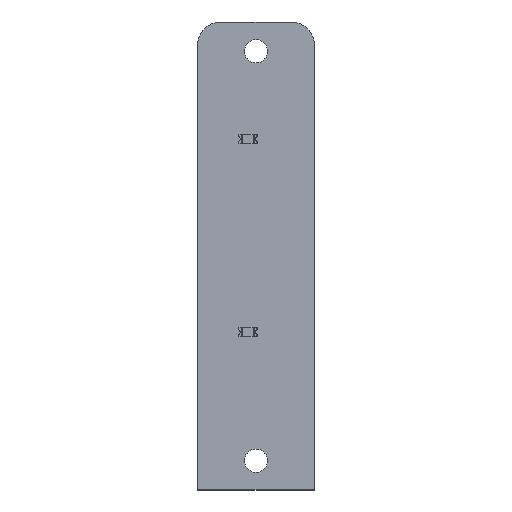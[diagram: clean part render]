
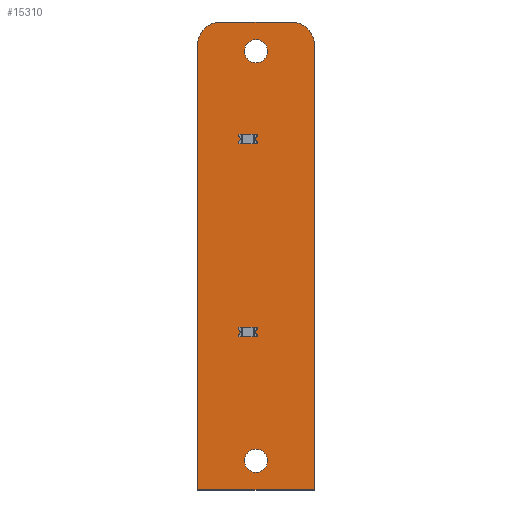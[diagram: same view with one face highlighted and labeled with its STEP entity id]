
A CAD part, top view. The second image highlights one B-rep face of the part: STEP entity #15310.
In plain terms, the highlighted planar face has unit normal (0, 0, 1).
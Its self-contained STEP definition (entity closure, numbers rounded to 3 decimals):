
#14902 = VERTEX_POINT('',#14903);
#14903 = CARTESIAN_POINT('',(149.,-89.,0.8));
#14910 = CYLINDRICAL_SURFACE('',#14911,2.);
#14911 = AXIS2_PLACEMENT_3D('',#14912,#14913,#14914);
#14912 = CARTESIAN_POINT('',(147.,-89.,0.));
#14913 = DIRECTION('',(0.,0.,-1.));
#14914 = DIRECTION('',(1.,0.,0.));
#14922 = PLANE('',#14923);
#14923 = AXIS2_PLACEMENT_3D('',#14924,#14925,#14926);
#14924 = CARTESIAN_POINT('',(149.,-127.,0.));
#14925 = DIRECTION('',(-1.,0.,0.));
#14926 = DIRECTION('',(0.,1.,0.));
#14934 = EDGE_CURVE('',#14902,#14935,#14937,.T.);
#14935 = VERTEX_POINT('',#14936);
#14936 = CARTESIAN_POINT('',(147.,-87.,0.8));
#14937 = SURFACE_CURVE('',#14938,(#14943,#14950),.PCURVE_S1.);
#14938 = CIRCLE('',#14939,2.);
#14939 = AXIS2_PLACEMENT_3D('',#14940,#14941,#14942);
#14940 = CARTESIAN_POINT('',(147.,-89.,0.8));
#14941 = DIRECTION('',(0.,0.,1.));
#14942 = DIRECTION('',(1.,0.,0.));
#14943 = PCURVE('',#14910,#14944);
#14944 = DEFINITIONAL_REPRESENTATION('',(#14945),#14949);
#14945 = LINE('',#14946,#14947);
#14946 = CARTESIAN_POINT('',(0.,-0.8));
#14947 = VECTOR('',#14948,1.);
#14948 = DIRECTION('',(-1.,0.));
#14949 = ( GEOMETRIC_REPRESENTATION_CONTEXT(2) 
PARAMETRIC_REPRESENTATION_CONTEXT() REPRESENTATION_CONTEXT('2D SPACE',''
  ) );
#14950 = PCURVE('',#14951,#14956);
#14951 = PLANE('',#14952);
#14952 = AXIS2_PLACEMENT_3D('',#14953,#14954,#14955);
#14953 = CARTESIAN_POINT('',(144.,-107.371,0.8));
#14954 = DIRECTION('',(0.,0.,1.));
#14955 = DIRECTION('',(1.,0.,0.));
#14956 = DEFINITIONAL_REPRESENTATION('',(#14957),#14961);
#14957 = CIRCLE('',#14958,2.);
#14958 = AXIS2_PLACEMENT_2D('',#14959,#14960);
#14959 = CARTESIAN_POINT('',(3.,18.371));
#14960 = DIRECTION('',(1.,0.));
#14961 = ( GEOMETRIC_REPRESENTATION_CONTEXT(2) 
PARAMETRIC_REPRESENTATION_CONTEXT() REPRESENTATION_CONTEXT('2D SPACE',''
  ) );
#14979 = PLANE('',#14980);
#14980 = AXIS2_PLACEMENT_3D('',#14981,#14982,#14983);
#14981 = CARTESIAN_POINT('',(147.,-87.,0.));
#14982 = DIRECTION('',(0.,-1.,0.));
#14983 = DIRECTION('',(-1.,0.,0.));
#15024 = VERTEX_POINT('',#15025);
#15025 = CARTESIAN_POINT('',(149.,-127.,0.8));
#15039 = PLANE('',#15040);
#15040 = AXIS2_PLACEMENT_3D('',#15041,#15042,#15043);
#15041 = CARTESIAN_POINT('',(139.,-127.,0.));
#15042 = DIRECTION('',(0.,1.,0.));
#15043 = DIRECTION('',(1.,0.,0.));
#15051 = EDGE_CURVE('',#15024,#14902,#15052,.T.);
#15052 = SURFACE_CURVE('',#15053,(#15057,#15064),.PCURVE_S1.);
#15053 = LINE('',#15054,#15055);
#15054 = CARTESIAN_POINT('',(149.,-127.,0.8));
#15055 = VECTOR('',#15056,1.);
#15056 = DIRECTION('',(0.,1.,0.));
#15057 = PCURVE('',#14922,#15058);
#15058 = DEFINITIONAL_REPRESENTATION('',(#15059),#15063);
#15059 = LINE('',#15060,#15061);
#15060 = CARTESIAN_POINT('',(0.,-0.8));
#15061 = VECTOR('',#15062,1.);
#15062 = DIRECTION('',(1.,0.));
#15063 = ( GEOMETRIC_REPRESENTATION_CONTEXT(2) 
PARAMETRIC_REPRESENTATION_CONTEXT() REPRESENTATION_CONTEXT('2D SPACE',''
  ) );
#15064 = PCURVE('',#14951,#15065);
#15065 = DEFINITIONAL_REPRESENTATION('',(#15066),#15070);
#15066 = LINE('',#15067,#15068);
#15067 = CARTESIAN_POINT('',(5.,-19.629));
#15068 = VECTOR('',#15069,1.);
#15069 = DIRECTION('',(0.,1.));
#15070 = ( GEOMETRIC_REPRESENTATION_CONTEXT(2) 
PARAMETRIC_REPRESENTATION_CONTEXT() REPRESENTATION_CONTEXT('2D SPACE',''
  ) );
#15098 = EDGE_CURVE('',#14935,#15099,#15101,.T.);
#15099 = VERTEX_POINT('',#15100);
#15100 = CARTESIAN_POINT('',(141.,-87.,0.8));
#15101 = SURFACE_CURVE('',#15102,(#15106,#15113),.PCURVE_S1.);
#15102 = LINE('',#15103,#15104);
#15103 = CARTESIAN_POINT('',(147.,-87.,0.8));
#15104 = VECTOR('',#15105,1.);
#15105 = DIRECTION('',(-1.,0.,0.));
#15106 = PCURVE('',#14979,#15107);
#15107 = DEFINITIONAL_REPRESENTATION('',(#15108),#15112);
#15108 = LINE('',#15109,#15110);
#15109 = CARTESIAN_POINT('',(0.,-0.8));
#15110 = VECTOR('',#15111,1.);
#15111 = DIRECTION('',(1.,0.));
#15112 = ( GEOMETRIC_REPRESENTATION_CONTEXT(2) 
PARAMETRIC_REPRESENTATION_CONTEXT() REPRESENTATION_CONTEXT('2D SPACE',''
  ) );
#15113 = PCURVE('',#14951,#15114);
#15114 = DEFINITIONAL_REPRESENTATION('',(#15115),#15119);
#15115 = LINE('',#15116,#15117);
#15116 = CARTESIAN_POINT('',(3.,20.371));
#15117 = VECTOR('',#15118,1.);
#15118 = DIRECTION('',(-1.,0.));
#15119 = ( GEOMETRIC_REPRESENTATION_CONTEXT(2) 
PARAMETRIC_REPRESENTATION_CONTEXT() REPRESENTATION_CONTEXT('2D SPACE',''
  ) );
#15137 = CYLINDRICAL_SURFACE('',#15138,2.);
#15138 = AXIS2_PLACEMENT_3D('',#15139,#15140,#15141);
#15139 = CARTESIAN_POINT('',(141.,-89.,0.));
#15140 = DIRECTION('',(0.,0.,-1.));
#15141 = DIRECTION('',(1.,0.,0.));
#15215 = PLANE('',#15216);
#15216 = AXIS2_PLACEMENT_3D('',#15217,#15218,#15219);
#15217 = CARTESIAN_POINT('',(139.,-89.,0.));
#15218 = DIRECTION('',(1.,0.,0.));
#15219 = DIRECTION('',(0.,-1.,0.));
#15268 = CYLINDRICAL_SURFACE('',#15269,1.);
#15269 = AXIS2_PLACEMENT_3D('',#15270,#15271,#15272);
#15270 = CARTESIAN_POINT('',(144.,-124.5,0.));
#15271 = DIRECTION('',(0.,0.,-1.));
#15272 = DIRECTION('',(1.,0.,0.));
#15299 = CYLINDRICAL_SURFACE('',#15300,1.);
#15300 = AXIS2_PLACEMENT_3D('',#15301,#15302,#15303);
#15301 = CARTESIAN_POINT('',(144.,-89.5,0.));
#15302 = DIRECTION('',(0.,0.,-1.));
#15303 = DIRECTION('',(1.,0.,0.));
#15310 = ADVANCED_FACE('',(#15311,#15384,#15410),#14951,.T.);
#15311 = FACE_BOUND('',#15312,.T.);
#15312 = EDGE_LOOP('',(#15313,#15314,#15315,#15339,#15362,#15383));
#15313 = ORIENTED_EDGE('',*,*,#14934,.T.);
#15314 = ORIENTED_EDGE('',*,*,#15098,.T.);
#15315 = ORIENTED_EDGE('',*,*,#15316,.T.);
#15316 = EDGE_CURVE('',#15099,#15317,#15319,.T.);
#15317 = VERTEX_POINT('',#15318);
#15318 = CARTESIAN_POINT('',(139.,-89.,0.8));
#15319 = SURFACE_CURVE('',#15320,(#15325,#15332),.PCURVE_S1.);
#15320 = CIRCLE('',#15321,2.);
#15321 = AXIS2_PLACEMENT_3D('',#15322,#15323,#15324);
#15322 = CARTESIAN_POINT('',(141.,-89.,0.8));
#15323 = DIRECTION('',(0.,0.,1.));
#15324 = DIRECTION('',(1.,0.,0.));
#15325 = PCURVE('',#14951,#15326);
#15326 = DEFINITIONAL_REPRESENTATION('',(#15327),#15331);
#15327 = CIRCLE('',#15328,2.);
#15328 = AXIS2_PLACEMENT_2D('',#15329,#15330);
#15329 = CARTESIAN_POINT('',(-3.,18.371));
#15330 = DIRECTION('',(1.,0.));
#15331 = ( GEOMETRIC_REPRESENTATION_CONTEXT(2) 
PARAMETRIC_REPRESENTATION_CONTEXT() REPRESENTATION_CONTEXT('2D SPACE',''
  ) );
#15332 = PCURVE('',#15137,#15333);
#15333 = DEFINITIONAL_REPRESENTATION('',(#15334),#15338);
#15334 = LINE('',#15335,#15336);
#15335 = CARTESIAN_POINT('',(0.,-0.8));
#15336 = VECTOR('',#15337,1.);
#15337 = DIRECTION('',(-1.,0.));
#15338 = ( GEOMETRIC_REPRESENTATION_CONTEXT(2) 
PARAMETRIC_REPRESENTATION_CONTEXT() REPRESENTATION_CONTEXT('2D SPACE',''
  ) );
#15339 = ORIENTED_EDGE('',*,*,#15340,.T.);
#15340 = EDGE_CURVE('',#15317,#15341,#15343,.T.);
#15341 = VERTEX_POINT('',#15342);
#15342 = CARTESIAN_POINT('',(139.,-127.,0.8));
#15343 = SURFACE_CURVE('',#15344,(#15348,#15355),.PCURVE_S1.);
#15344 = LINE('',#15345,#15346);
#15345 = CARTESIAN_POINT('',(139.,-89.,0.8));
#15346 = VECTOR('',#15347,1.);
#15347 = DIRECTION('',(0.,-1.,0.));
#15348 = PCURVE('',#14951,#15349);
#15349 = DEFINITIONAL_REPRESENTATION('',(#15350),#15354);
#15350 = LINE('',#15351,#15352);
#15351 = CARTESIAN_POINT('',(-5.,18.371));
#15352 = VECTOR('',#15353,1.);
#15353 = DIRECTION('',(0.,-1.));
#15354 = ( GEOMETRIC_REPRESENTATION_CONTEXT(2) 
PARAMETRIC_REPRESENTATION_CONTEXT() REPRESENTATION_CONTEXT('2D SPACE',''
  ) );
#15355 = PCURVE('',#15215,#15356);
#15356 = DEFINITIONAL_REPRESENTATION('',(#15357),#15361);
#15357 = LINE('',#15358,#15359);
#15358 = CARTESIAN_POINT('',(0.,-0.8));
#15359 = VECTOR('',#15360,1.);
#15360 = DIRECTION('',(1.,0.));
#15361 = ( GEOMETRIC_REPRESENTATION_CONTEXT(2) 
PARAMETRIC_REPRESENTATION_CONTEXT() REPRESENTATION_CONTEXT('2D SPACE',''
  ) );
#15362 = ORIENTED_EDGE('',*,*,#15363,.T.);
#15363 = EDGE_CURVE('',#15341,#15024,#15364,.T.);
#15364 = SURFACE_CURVE('',#15365,(#15369,#15376),.PCURVE_S1.);
#15365 = LINE('',#15366,#15367);
#15366 = CARTESIAN_POINT('',(139.,-127.,0.8));
#15367 = VECTOR('',#15368,1.);
#15368 = DIRECTION('',(1.,0.,0.));
#15369 = PCURVE('',#14951,#15370);
#15370 = DEFINITIONAL_REPRESENTATION('',(#15371),#15375);
#15371 = LINE('',#15372,#15373);
#15372 = CARTESIAN_POINT('',(-5.,-19.629));
#15373 = VECTOR('',#15374,1.);
#15374 = DIRECTION('',(1.,0.));
#15375 = ( GEOMETRIC_REPRESENTATION_CONTEXT(2) 
PARAMETRIC_REPRESENTATION_CONTEXT() REPRESENTATION_CONTEXT('2D SPACE',''
  ) );
#15376 = PCURVE('',#15039,#15377);
#15377 = DEFINITIONAL_REPRESENTATION('',(#15378),#15382);
#15378 = LINE('',#15379,#15380);
#15379 = CARTESIAN_POINT('',(0.,-0.8));
#15380 = VECTOR('',#15381,1.);
#15381 = DIRECTION('',(1.,0.));
#15382 = ( GEOMETRIC_REPRESENTATION_CONTEXT(2) 
PARAMETRIC_REPRESENTATION_CONTEXT() REPRESENTATION_CONTEXT('2D SPACE',''
  ) );
#15383 = ORIENTED_EDGE('',*,*,#15051,.T.);
#15384 = FACE_BOUND('',#15385,.T.);
#15385 = EDGE_LOOP('',(#15386));
#15386 = ORIENTED_EDGE('',*,*,#15387,.F.);
#15387 = EDGE_CURVE('',#15388,#15388,#15390,.T.);
#15388 = VERTEX_POINT('',#15389);
#15389 = CARTESIAN_POINT('',(145.,-124.5,0.8));
#15390 = SURFACE_CURVE('',#15391,(#15396,#15403),.PCURVE_S1.);
#15391 = CIRCLE('',#15392,1.);
#15392 = AXIS2_PLACEMENT_3D('',#15393,#15394,#15395);
#15393 = CARTESIAN_POINT('',(144.,-124.5,0.8));
#15394 = DIRECTION('',(0.,0.,1.));
#15395 = DIRECTION('',(1.,0.,0.));
#15396 = PCURVE('',#14951,#15397);
#15397 = DEFINITIONAL_REPRESENTATION('',(#15398),#15402);
#15398 = CIRCLE('',#15399,1.);
#15399 = AXIS2_PLACEMENT_2D('',#15400,#15401);
#15400 = CARTESIAN_POINT('',(0.,-17.129));
#15401 = DIRECTION('',(1.,0.));
#15402 = ( GEOMETRIC_REPRESENTATION_CONTEXT(2) 
PARAMETRIC_REPRESENTATION_CONTEXT() REPRESENTATION_CONTEXT('2D SPACE',''
  ) );
#15403 = PCURVE('',#15268,#15404);
#15404 = DEFINITIONAL_REPRESENTATION('',(#15405),#15409);
#15405 = LINE('',#15406,#15407);
#15406 = CARTESIAN_POINT('',(0.,-0.8));
#15407 = VECTOR('',#15408,1.);
#15408 = DIRECTION('',(-1.,0.));
#15409 = ( GEOMETRIC_REPRESENTATION_CONTEXT(2) 
PARAMETRIC_REPRESENTATION_CONTEXT() REPRESENTATION_CONTEXT('2D SPACE',''
  ) );
#15410 = FACE_BOUND('',#15411,.T.);
#15411 = EDGE_LOOP('',(#15412));
#15412 = ORIENTED_EDGE('',*,*,#15413,.F.);
#15413 = EDGE_CURVE('',#15414,#15414,#15416,.T.);
#15414 = VERTEX_POINT('',#15415);
#15415 = CARTESIAN_POINT('',(145.,-89.5,0.8));
#15416 = SURFACE_CURVE('',#15417,(#15422,#15429),.PCURVE_S1.);
#15417 = CIRCLE('',#15418,1.);
#15418 = AXIS2_PLACEMENT_3D('',#15419,#15420,#15421);
#15419 = CARTESIAN_POINT('',(144.,-89.5,0.8));
#15420 = DIRECTION('',(0.,0.,1.));
#15421 = DIRECTION('',(1.,0.,0.));
#15422 = PCURVE('',#14951,#15423);
#15423 = DEFINITIONAL_REPRESENTATION('',(#15424),#15428);
#15424 = CIRCLE('',#15425,1.);
#15425 = AXIS2_PLACEMENT_2D('',#15426,#15427);
#15426 = CARTESIAN_POINT('',(0.,17.871));
#15427 = DIRECTION('',(1.,0.));
#15428 = ( GEOMETRIC_REPRESENTATION_CONTEXT(2) 
PARAMETRIC_REPRESENTATION_CONTEXT() REPRESENTATION_CONTEXT('2D SPACE',''
  ) );
#15429 = PCURVE('',#15299,#15430);
#15430 = DEFINITIONAL_REPRESENTATION('',(#15431),#15435);
#15431 = LINE('',#15432,#15433);
#15432 = CARTESIAN_POINT('',(0.,-0.8));
#15433 = VECTOR('',#15434,1.);
#15434 = DIRECTION('',(-1.,0.));
#15435 = ( GEOMETRIC_REPRESENTATION_CONTEXT(2) 
PARAMETRIC_REPRESENTATION_CONTEXT() REPRESENTATION_CONTEXT('2D SPACE',''
  ) );
